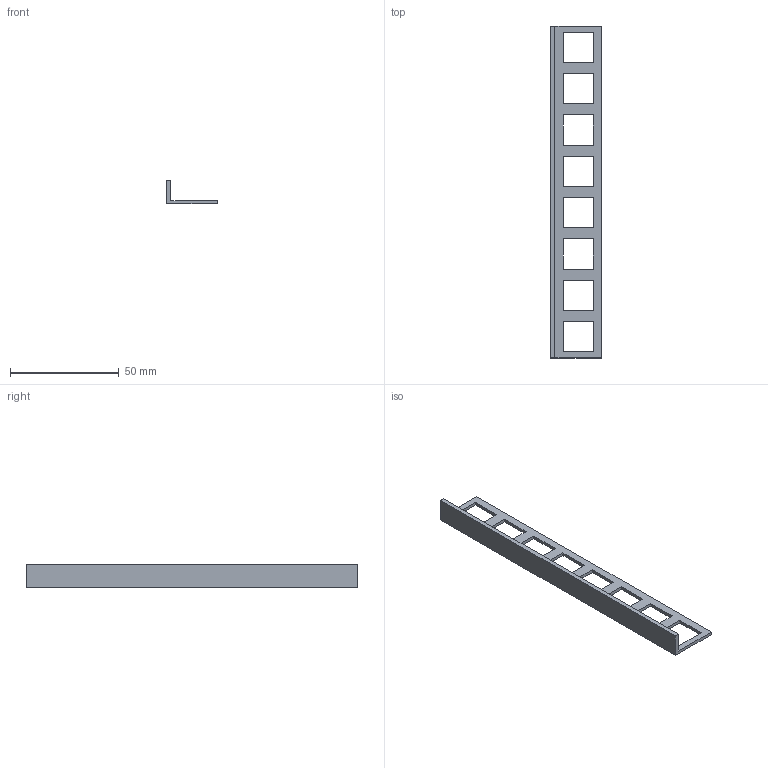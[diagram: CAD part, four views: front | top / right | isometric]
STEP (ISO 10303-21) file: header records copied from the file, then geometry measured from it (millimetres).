
FILE_DESCRIPTION(('HOOPS Exchange Step'),'2;1');
FILE_NAME('temp_export','2025-01-23T14:52:47+02:00',('cliffcheney'),('Shapr3D Limited'),'HOOPS Exchange 2024.6','Shapr3D','Authorized');
FILE_SCHEMA( ('AP242_MANAGED_MODEL_BASED_3D_ENGINEERING_MIM_LF {1 0 10303 442 1 1 4 }') );
Length unit declared in the file: millimetre
Products named in the file (1): Keyboard Plate - 1x BLACK
Bounding box: 23.35 x 152.7 x 11 mm (x, y, z)
Volume: 5897.6 mm3; surface area: 8134.5 mm2
Topology: 1 solids, 1 shells, 40 faces, 114 edges, 76 vertices
Faces by surface type: plane 40
Entity records: 1346 total; most frequent: CARTESIAN_POINT 232, ORIENTED_EDGE 228, DIRECTION 198, VECTOR 114, LINE 114, EDGE_CURVE 114, VERTEX_POINT 76, EDGE_LOOP 56
